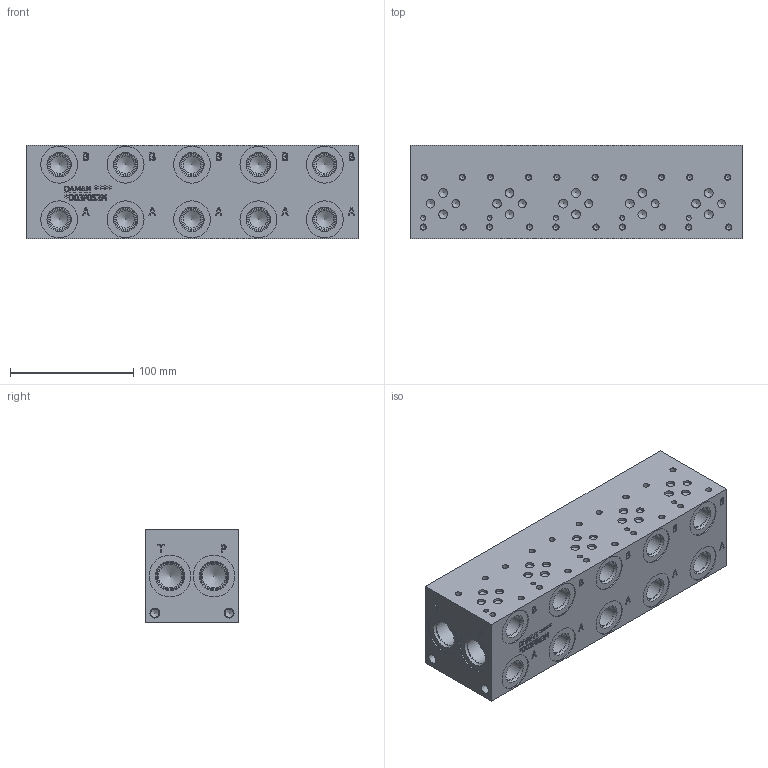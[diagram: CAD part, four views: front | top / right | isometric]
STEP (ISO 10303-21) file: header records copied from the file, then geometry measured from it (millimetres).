
FILE_DESCRIPTION(/* description */ (''),/* implementation_level */ '2;1');
FILE_NAME(/* name */ '_D03P052M.stp',/* time_stamp */ '2020-03-19T08:19:49-04:00',/* author */ ('alexanderw'),/* organization */ (''),/* preprocessor_version */ 'ST-DEVELOPER v17',/* originating_system */ 'Autodesk Inventor 2019',/* authorisation */ '');
FILE_SCHEMA (('AUTOMOTIVE_DESIGN { 1 0 10303 214 3 1 1 }'));
Length unit declared in the file: millimetre
Products named in the file (1): Part_AD03P052M_3D
Bounding box: 269.88 x 76.2 x 76.2 mm (x, y, z)
Volume: 1455925 mm3; surface area: 122670.1 mm2
Topology: 1 solids, 1 shells, 855 faces, 2340 edges, 1595 vertices
Faces by surface type: plane 440, bspline 177, cylinder 133, cone 105
Full cylindrical faces by diameter (mm): 3.962 x5, 4.216 x20, 5.004 x20, 6.35 x5, 6.756 x4, 7.137 x15, 8.001 x4, 14.275 x10, 16.535 x10, 18.009 x10, 19.05 x4, 20.523 x4, 21.996 x4, 22.53 x4, 29.997 x10, 33.985 x4
Entity records: 28474 total; most frequent: CARTESIAN_POINT 7029, ORIENTED_EDGE 4554, DIRECTION 3799, EDGE_CURVE 2277, VERTEX_POINT 1595, LINE 1405, VECTOR 1405, AXIS2_PLACEMENT_3D 1197
